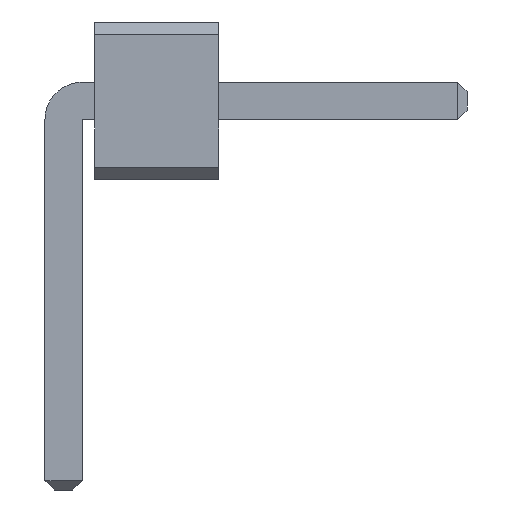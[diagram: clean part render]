
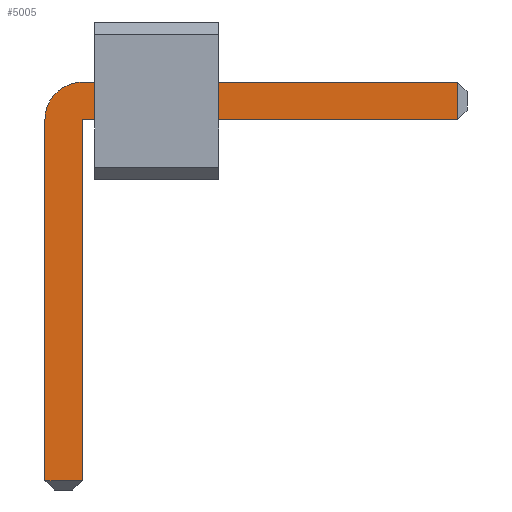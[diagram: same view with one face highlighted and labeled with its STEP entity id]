
A CAD part, front view. The second image highlights one B-rep face of the part: STEP entity #5005.
In plain terms, the highlighted planar face has unit normal (0, -1, 0).
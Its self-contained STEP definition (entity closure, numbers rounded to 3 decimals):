
#13=DIRECTION('',(0.,0.,1.));
#2278=VECTOR('',#13,1.);
#4776=DIRECTION('',(0.,0.,-1.));
#4808=VECTOR('',#4809,1.);
#4809=DIRECTION('',(1.,0.,0.));
#4815=VECTOR('',#4776,1.);
#4822=VECTOR('',#4823,1.);
#4823=DIRECTION('',(-1.,0.,0.));
#4844=DIRECTION('',(-0.,1.,0.));
#4848=DIRECTION('',(0.,1.,0.));
#4849=DIRECTION('',(0.,0.,1.));
#4856=VERTEX_POINT('',#4857);
#4857=CARTESIAN_POINT('',(0.15,-38.15,0.785));
#4859=ORIENTED_EDGE('',*,*,#4860,.T.);
#4860=EDGE_CURVE('',#4856,#4861,#4863,.T.);
#4861=VERTEX_POINT('',#4862);
#4862=CARTESIAN_POINT('',(3.175,-38.15,0.785));
#4863=LINE('',#4864,#4808);
#4864=CARTESIAN_POINT('',(-0.15,-38.15,0.785));
#4901=EDGE_CURVE('',#4902,#4856,#4904,.T.);
#4902=VERTEX_POINT('',#4903);
#4903=CARTESIAN_POINT('',(-0.15,-38.15,0.485));
#4904=CIRCLE('',#4905,0.3);
#4905=AXIS2_PLACEMENT_3D('',#4906,#4844,#4776);
#4906=CARTESIAN_POINT('',(0.15,-38.15,0.485));
#4918=VERTEX_POINT('',#4919);
#4919=CARTESIAN_POINT('',(3.175,-38.15,0.485));
#4921=ORIENTED_EDGE('',*,*,#4922,.T.);
#4922=EDGE_CURVE('',#4918,#4923,#4924,.T.);
#4923=VERTEX_POINT('',#4906);
#4924=LINE('',#4925,#4822);
#4925=CARTESIAN_POINT('',(3.25,-38.15,0.485));
#4937=VERTEX_POINT('',#4938);
#4938=CARTESIAN_POINT('',(-0.15,-38.15,-2.425));
#4940=ORIENTED_EDGE('',*,*,#4941,.T.);
#4941=EDGE_CURVE('',#4937,#4902,#4942,.T.);
#4942=LINE('',#4943,#2278);
#4943=CARTESIAN_POINT('',(-0.15,-38.15,-2.5));
#4951=ORIENTED_EDGE('',*,*,#4952,.T.);
#4952=EDGE_CURVE('',#4923,#4953,#4955,.T.);
#4953=VERTEX_POINT('',#4954);
#4954=CARTESIAN_POINT('',(0.15,-38.15,-2.425));
#4955=LINE('',#4906,#4815);
#5005=ADVANCED_FACE('',(#5006),#5015,.F.);
#5006=FACE_BOUND('',#5007,.F.);
#5007=EDGE_LOOP('',(#4859,#5008,#4921,#4951,#5011,#4940,#5014));
#5008=ORIENTED_EDGE('',*,*,#5009,.T.);
#5009=EDGE_CURVE('',#4861,#4918,#5010,.T.);
#5010=LINE('',#4862,#4815);
#5011=ORIENTED_EDGE('',*,*,#5012,.T.);
#5012=EDGE_CURVE('',#4953,#4937,#5013,.T.);
#5013=LINE('',#4954,#4822);
#5014=ORIENTED_EDGE('',*,*,#4901,.T.);
#5015=PLANE('',#5016);
#5016=AXIS2_PLACEMENT_3D('',#5017,#4848,#4849);
#5017=CARTESIAN_POINT('',(0.858,-38.15,-0.165));
